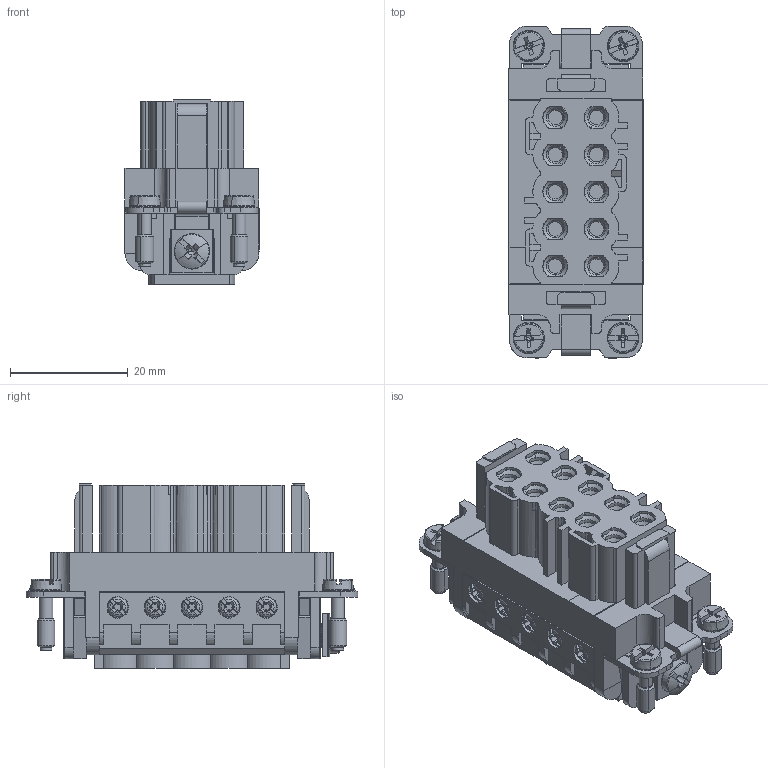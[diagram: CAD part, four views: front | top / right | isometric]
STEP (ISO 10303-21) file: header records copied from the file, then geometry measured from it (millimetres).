
FILE_DESCRIPTION(('CATIA V5 STEP Exchange','CAx-IF Rec.Pracs.--- Model Styling and Organization---1.5--- 2016-08-15','CAx-IF Rec.Pracs.---Supplemental Geometry---1.0---2011-11-01','CAx-IF Rec.Pracs.--- Composite Materials ---1.1---2010-07-15'),'2;1');
FILE_NAME ('13435052_4', '2025-04-07T05:53:46+00:00', ('none'), ('Weidmueller'), 'CATIA Version 5-6 Release 2022 SP4 HF5', 'CATIA V5 STEP AP214 v3', 'none');
FILE_SCHEMA(('AUTOMOTIVE_DESIGN { 1 0 10303 214 1 1 1 1 }'));
Products named in the file (1): 1650620000
Bounding box: 22.93 x 56.3 x 31.35 mm (x, y, z)
Volume: 20980.6 mm3; surface area: 13547.8 mm2
Topology: 1 solids, 13 shells, 2297 faces, 6639 edges, 4383 vertices
Faces by surface type: plane 1405, cylinder 322, cone 302, extrusion 102, torus 84, sphere 40, bspline 40, revolution 2
Entity records: 73903 total; most frequent: CARTESIAN_POINT 21157, ORIENTED_EDGE 13256, DIRECTION 7232, EDGE_CURVE 6628, VERTEX_POINT 4383, VECTOR 3565, LINE 3463, AXIS2_PLACEMENT_3D 2584
